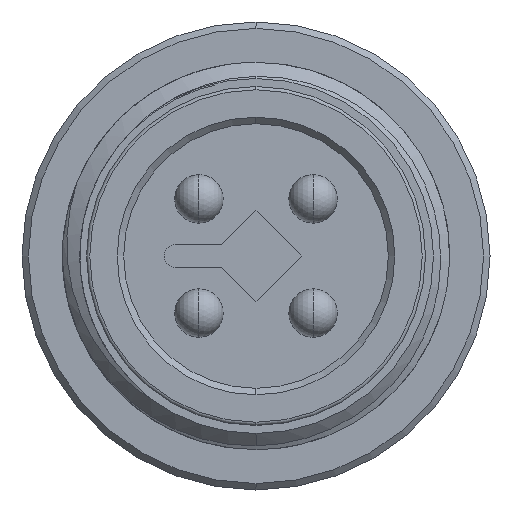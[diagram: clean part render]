
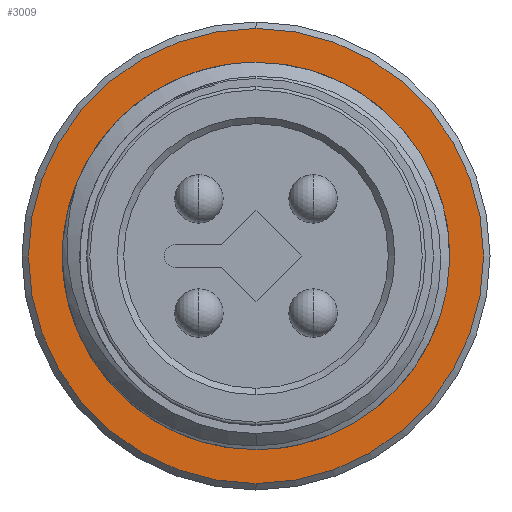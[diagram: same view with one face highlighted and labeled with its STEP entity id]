
A CAD part, left-side view. The second image highlights one B-rep face of the part: STEP entity #3009.
In plain terms, the highlighted planar face has unit normal (-1, 0, 0).
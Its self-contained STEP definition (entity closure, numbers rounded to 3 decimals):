
#365 = EDGE_CURVE ( 'NONE', #574, #1676, #3485, .T. ) ;
#406 = CARTESIAN_POINT ( 'NONE',  ( 7., 0., 6. ) ) ;
#571 = DIRECTION ( 'NONE',  ( 0., 0., 1. ) ) ;
#574 = VERTEX_POINT ( 'NONE', #5073 ) ;
#624 = EDGE_CURVE ( 'NONE', #5750, #1183, #5198, .T. ) ;
#628 = DIRECTION ( 'NONE',  ( -1., 0., 0. ) ) ;
#725 = AXIS2_PLACEMENT_3D ( 'NONE', #1414, #2338, #4187 ) ;
#731 = FACE_BOUND ( 'NONE', #5789, .T. ) ;
#1126 = CARTESIAN_POINT ( 'NONE',  ( 7., 6., 0. ) ) ;
#1183 = VERTEX_POINT ( 'NONE', #406 ) ;
#1414 = CARTESIAN_POINT ( 'NONE',  ( 7., 0., 0. ) ) ;
#1471 = CARTESIAN_POINT ( 'NONE',  ( 7., 0., 0. ) ) ;
#1472 = DIRECTION ( 'NONE',  ( -1., 0., 0. ) ) ;
#1562 = DIRECTION ( 'NONE',  ( 0., 0., 1. ) ) ;
#1676 = VERTEX_POINT ( 'NONE', #5615 ) ;
#1722 = AXIS2_PLACEMENT_3D ( 'NONE', #1471, #628, #571 ) ;
#1924 = DIRECTION ( 'NONE',  ( -1., 0., 0. ) ) ;
#1978 = AXIS2_PLACEMENT_3D ( 'NONE', #1126, #3343, #2547 ) ;
#2301 = ORIENTED_EDGE ( 'NONE', *, *, #365, .T. ) ;
#2338 = DIRECTION ( 'NONE',  ( -1., 0., 0. ) ) ;
#2547 = DIRECTION ( 'NONE',  ( 0., 0., -1. ) ) ;
#2553 = CIRCLE ( 'NONE', #5123, 7.05 ) ;
#2831 = CARTESIAN_POINT ( 'NONE',  ( 7., 0., 0. ) ) ;
#2925 = EDGE_CURVE ( 'NONE', #1676, #574, #2553, .T. ) ;
#3009 = ADVANCED_FACE ( 'NONE', ( #4366, #731 ), #5200, .F. ) ;
#3343 = DIRECTION ( 'NONE',  ( 1., 0., 0. ) ) ;
#3485 = CIRCLE ( 'NONE', #725, 7.05 ) ;
#3542 = ORIENTED_EDGE ( 'NONE', *, *, #624, .F. ) ;
#3734 = DIRECTION ( 'NONE',  ( 0., 0., -1. ) ) ;
#4063 = ORIENTED_EDGE ( 'NONE', *, *, #5397, .F. ) ;
#4145 = EDGE_LOOP ( 'NONE', ( #2301, #5182 ) ) ;
#4187 = DIRECTION ( 'NONE',  ( 0., 0., -1. ) ) ;
#4291 = CIRCLE ( 'NONE', #1722, 6. ) ;
#4366 = FACE_OUTER_BOUND ( 'NONE', #4145, .T. ) ;
#5033 = CARTESIAN_POINT ( 'NONE',  ( 7., 0., -6. ) ) ;
#5073 = CARTESIAN_POINT ( 'NONE',  ( 7., 0., -7.05 ) ) ;
#5123 = AXIS2_PLACEMENT_3D ( 'NONE', #2831, #1924, #3734 ) ;
#5182 = ORIENTED_EDGE ( 'NONE', *, *, #2925, .T. ) ;
#5187 = CARTESIAN_POINT ( 'NONE',  ( 7., 0., 0. ) ) ;
#5198 = CIRCLE ( 'NONE', #5299, 6. ) ;
#5200 = PLANE ( 'NONE',  #1978 ) ;
#5299 = AXIS2_PLACEMENT_3D ( 'NONE', #5187, #1472, #1562 ) ;
#5397 = EDGE_CURVE ( 'NONE', #1183, #5750, #4291, .T. ) ;
#5615 = CARTESIAN_POINT ( 'NONE',  ( 7., 0., 7.05 ) ) ;
#5750 = VERTEX_POINT ( 'NONE', #5033 ) ;
#5789 = EDGE_LOOP ( 'NONE', ( #4063, #3542 ) ) ;
